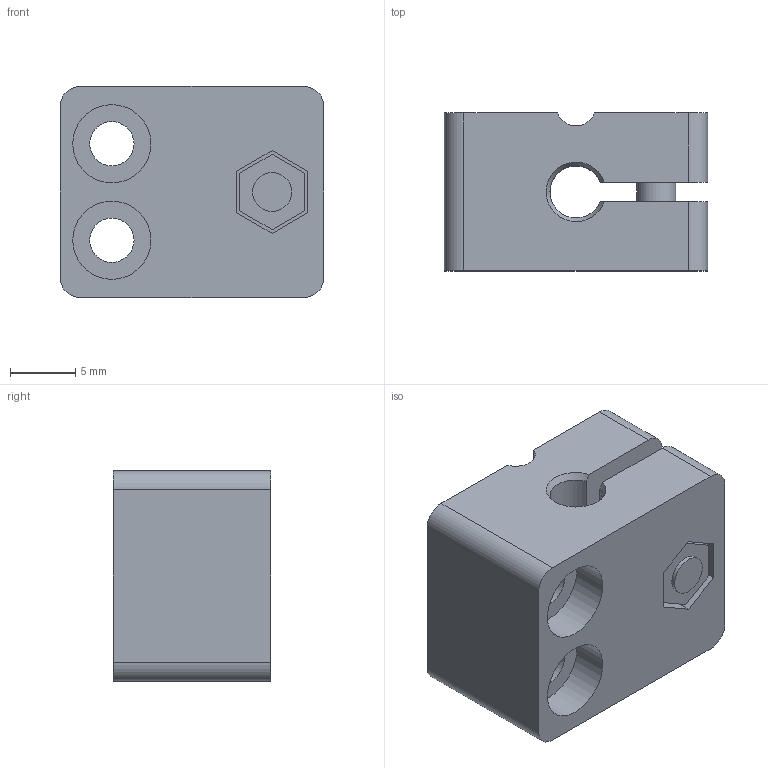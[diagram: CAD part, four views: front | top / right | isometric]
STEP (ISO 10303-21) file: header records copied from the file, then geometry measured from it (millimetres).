
FILE_DESCRIPTION (( 'STEP AP203' ), '1' );
FILE_NAME ('56 05 10 40.STEP', '2014-12-11T12:50:25', ( 'User' ), ( '' ), 'SwSTEP 2.0', 'SolidWorks 2014', '' );
FILE_SCHEMA (( 'CONFIG_CONTROL_DESIGN' ));
Length unit declared in the file: millimetre
Products named in the file (1): 56 05 10 40
Bounding box: 20.2 x 12.1 x 16.2 mm (x, y, z)
Volume: 3017.9 mm3; surface area: 2497.2 mm2
Topology: 1 solids, 1 shells, 67 faces, 160 edges, 107 vertices
Faces by surface type: plane 46, cylinder 19, cone 1, torus 1
Full cylindrical faces by diameter (mm): 3 x2, 3.4 x4, 5 x1, 6 x4
Entity records: 1955 total; most frequent: CARTESIAN_POINT 325, DIRECTION 320, ORIENTED_EDGE 292, EDGE_CURVE 146, AXIS2_PLACEMENT_3D 108, VERTEX_POINT 105, LINE 104, VECTOR 104
